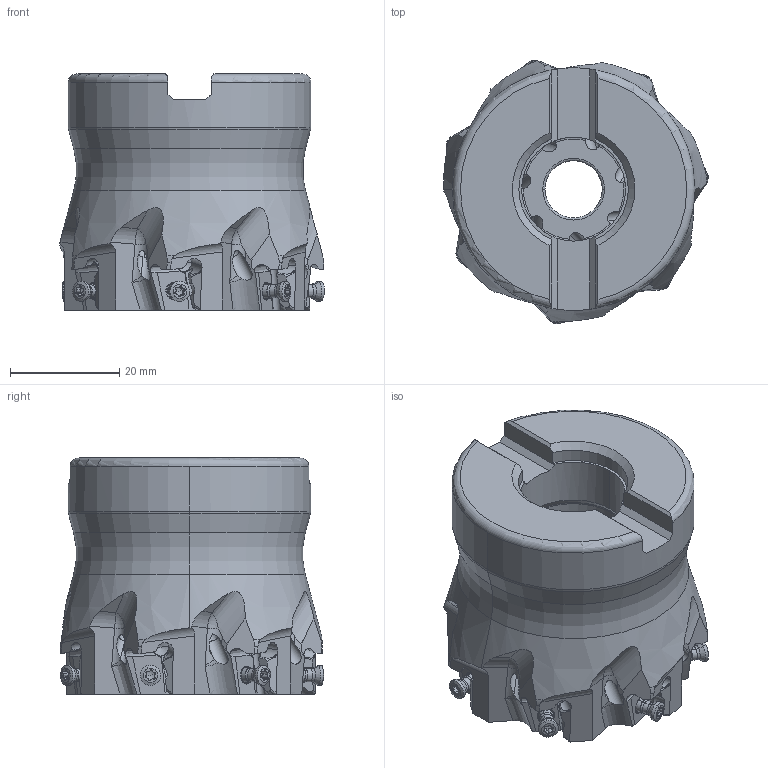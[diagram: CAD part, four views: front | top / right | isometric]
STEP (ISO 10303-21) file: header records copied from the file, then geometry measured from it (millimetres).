
FILE_DESCRIPTION(/* description */ (''),/* implementation_level */ '2;1');
FILE_NAME(/* name */ 'VPX200UR2_0007AA.stp',/* time_stamp */ '2021-09-08T11:38:19+09:00',/* author */ (''),/* organization */ (''),/* preprocessor_version */ 'ST-DEVELOPER v16',/* originating_system */ 'SIEMENS PLM Software NX 10.0',/* authorisation */ '');
FILE_SCHEMA (('AUTOMOTIVE_DESIGN { 1 0 10303 214 3 1 1 1 }'));
Length unit declared in the file: millimetre
Products named in the file (1): VPX200UR2_0007AA_ASM
Bounding box: 48.56 x 48.27 x 43.25 mm (x, y, z)
Volume: 52643.8 mm3; surface area: 13845.5 mm2
Topology: 8 solids, 8 shells, 750 faces, 2098 edges, 1355 vertices
Faces by surface type: cylinder 327, plane 204, cone 98, torus 65, extrusion 28, bspline 14, sphere 14
Entity records: 31924 total; most frequent: CARTESIAN_POINT 12933, ORIENTED_EDGE 4112, DIRECTION 3775, EDGE_CURVE 2056, AXIS2_PLACEMENT_3D 1500, VERTEX_POINT 1345, EDGE_LOOP 789, VECTOR 775
